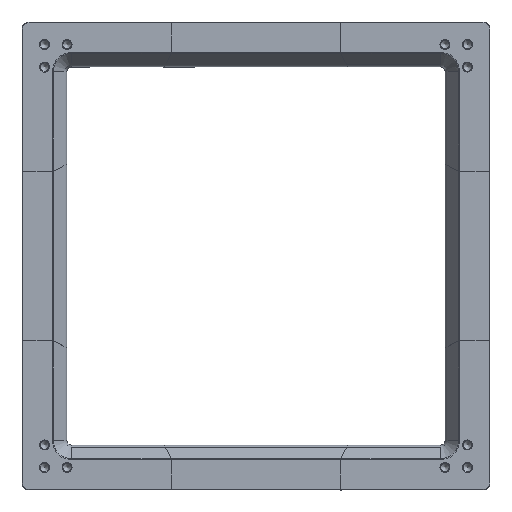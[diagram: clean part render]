
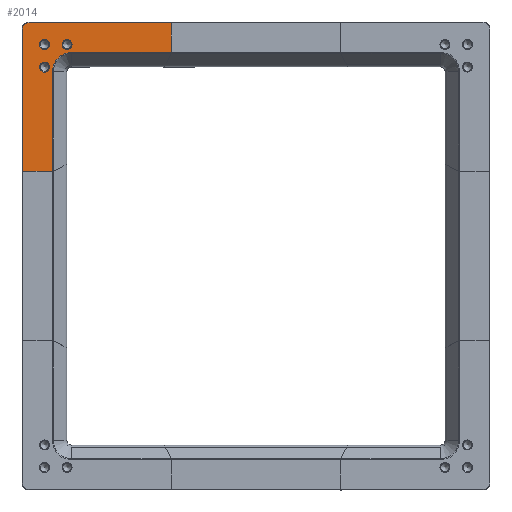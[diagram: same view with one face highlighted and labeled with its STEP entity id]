
A CAD part, front view. The second image highlights one B-rep face of the part: STEP entity #2014.
In plain terms, the highlighted planar face has unit normal (0, -1, 0).
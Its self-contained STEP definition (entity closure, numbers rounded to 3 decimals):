
#69=FACE_BOUND('',#437,.T.);
#70=FACE_BOUND('',#438,.T.);
#71=FACE_BOUND('',#439,.T.);
#160=PLANE('',#2223);
#312=FACE_OUTER_BOUND('',#436,.T.);
#436=EDGE_LOOP('',(#1699,#1700,#1701,#1702,#1703,#1704,#1705,#1706));
#437=EDGE_LOOP('',(#1707));
#438=EDGE_LOOP('',(#1708));
#439=EDGE_LOOP('',(#1709));
#583=LINE('',#4590,#751);
#586=LINE('',#4601,#754);
#592=LINE('',#4615,#760);
#602=LINE('',#4647,#770);
#604=LINE('',#4655,#772);
#606=LINE('',#4658,#774);
#751=VECTOR('',#2654,10.);
#754=VECTOR('',#2665,10.);
#760=VECTOR('',#2679,10.);
#770=VECTOR('',#2703,10.);
#772=VECTOR('',#2713,10.);
#774=VECTOR('',#2717,10.);
#847=CIRCLE('',#2205,13.4);
#850=CIRCLE('',#2220,4.6);
#852=CIRCLE('',#2224,3.5);
#853=CIRCLE('',#2225,3.5);
#854=CIRCLE('',#2226,3.5);
#982=VERTEX_POINT('',#4583);
#985=VERTEX_POINT('',#4588);
#987=VERTEX_POINT('',#4593);
#989=VERTEX_POINT('',#4599);
#993=VERTEX_POINT('',#4614);
#1005=VERTEX_POINT('',#4640);
#1008=VERTEX_POINT('',#4645);
#1010=VERTEX_POINT('',#4650);
#1011=VERTEX_POINT('',#4659);
#1012=VERTEX_POINT('',#4661);
#1013=VERTEX_POINT('',#4663);
#1218=EDGE_CURVE('',#985,#982,#583,.T.);
#1220=EDGE_CURVE('',#987,#985,#847,.T.);
#1223=EDGE_CURVE('',#989,#987,#586,.T.);
#1230=EDGE_CURVE('',#982,#993,#592,.T.);
#1246=EDGE_CURVE('',#1008,#1005,#602,.T.);
#1248=EDGE_CURVE('',#1010,#1008,#850,.T.);
#1250=EDGE_CURVE('',#993,#1010,#604,.T.);
#1252=EDGE_CURVE('',#1005,#989,#606,.T.);
#1253=EDGE_CURVE('',#1011,#1011,#852,.T.);
#1254=EDGE_CURVE('',#1012,#1012,#853,.T.);
#1255=EDGE_CURVE('',#1013,#1013,#854,.T.);
#1699=ORIENTED_EDGE('',*,*,#1223,.F.);
#1700=ORIENTED_EDGE('',*,*,#1252,.F.);
#1701=ORIENTED_EDGE('',*,*,#1246,.F.);
#1702=ORIENTED_EDGE('',*,*,#1248,.F.);
#1703=ORIENTED_EDGE('',*,*,#1250,.F.);
#1704=ORIENTED_EDGE('',*,*,#1230,.F.);
#1705=ORIENTED_EDGE('',*,*,#1218,.F.);
#1706=ORIENTED_EDGE('',*,*,#1220,.F.);
#1707=ORIENTED_EDGE('',*,*,#1253,.T.);
#1708=ORIENTED_EDGE('',*,*,#1254,.T.);
#1709=ORIENTED_EDGE('',*,*,#1255,.T.);
#2014=ADVANCED_FACE('',(#312,#69,#70,#71),#160,.F.);
#2205=AXIS2_PLACEMENT_3D('',#4595,#2658,#2659);
#2220=AXIS2_PLACEMENT_3D('',#4652,#2707,#2708);
#2223=AXIS2_PLACEMENT_3D('',#4657,#2715,#2716);
#2224=AXIS2_PLACEMENT_3D('',#4660,#2718,#2719);
#2225=AXIS2_PLACEMENT_3D('',#4662,#2720,#2721);
#2226=AXIS2_PLACEMENT_3D('',#4664,#2722,#2723);
#2654=DIRECTION('',(-1.,0.,0.));
#2658=DIRECTION('center_axis',(0.,-1.,0.));
#2659=DIRECTION('ref_axis',(0.,0.,1.));
#2665=DIRECTION('',(0.,0.,1.));
#2679=DIRECTION('',(0.,0.,1.));
#2703=DIRECTION('',(0.,0.,-1.));
#2707=DIRECTION('center_axis',(0.,1.,0.));
#2708=DIRECTION('ref_axis',(0.,0.,1.));
#2713=DIRECTION('',(1.,0.,0.));
#2715=DIRECTION('center_axis',(0.,1.,0.));
#2716=DIRECTION('ref_axis',(0.,0.,1.));
#2717=DIRECTION('',(-1.,0.,0.));
#2718=DIRECTION('center_axis',(0.,1.,0.));
#2719=DIRECTION('ref_axis',(0.,0.,1.));
#2720=DIRECTION('center_axis',(0.,1.,0.));
#2721=DIRECTION('ref_axis',(0.,0.,1.));
#2722=DIRECTION('center_axis',(0.,1.,0.));
#2723=DIRECTION('ref_axis',(0.,0.,1.));
#4583=CARTESIAN_POINT('',(60.,0.,144.4));
#4588=CARTESIAN_POINT('',(131.,0.,144.4));
#4590=CARTESIAN_POINT('',(0.,0.,144.4));
#4593=CARTESIAN_POINT('',(144.4,0.,131.));
#4595=CARTESIAN_POINT('Origin',(131.,0.,131.));
#4599=CARTESIAN_POINT('',(144.4,0.,60.));
#4601=CARTESIAN_POINT('',(144.4,0.,0.));
#4614=CARTESIAN_POINT('',(60.,0.,165.6));
#4615=CARTESIAN_POINT('',(60.,0.,0.));
#4640=CARTESIAN_POINT('',(165.6,0.,60.));
#4645=CARTESIAN_POINT('',(165.6,0.,161.));
#4647=CARTESIAN_POINT('',(165.6,0.,-83.));
#4650=CARTESIAN_POINT('',(161.,0.,165.6));
#4652=CARTESIAN_POINT('Origin',(161.,0.,161.));
#4655=CARTESIAN_POINT('',(83.,0.,165.6));
#4657=CARTESIAN_POINT('Origin',(0.,0.,0.));
#4658=CARTESIAN_POINT('',(0.,0.,60.));
#4659=CARTESIAN_POINT('',(150.,0.,137.5));
#4660=CARTESIAN_POINT('Origin',(150.,0.,134.));
#4661=CARTESIAN_POINT('',(150.,0.,153.5));
#4662=CARTESIAN_POINT('Origin',(150.,0.,150.));
#4663=CARTESIAN_POINT('',(134.,0.,153.5));
#4664=CARTESIAN_POINT('Origin',(134.,0.,150.));
